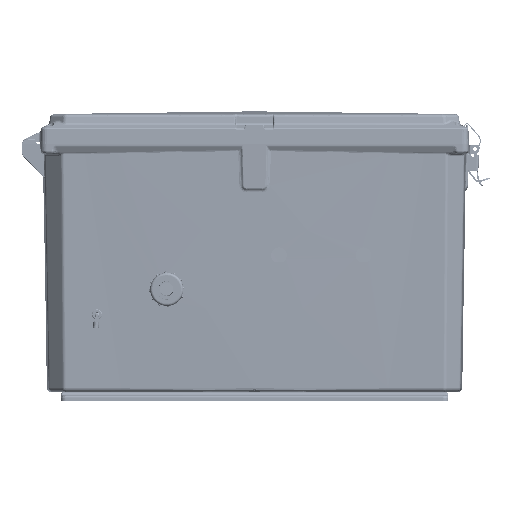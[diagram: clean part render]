
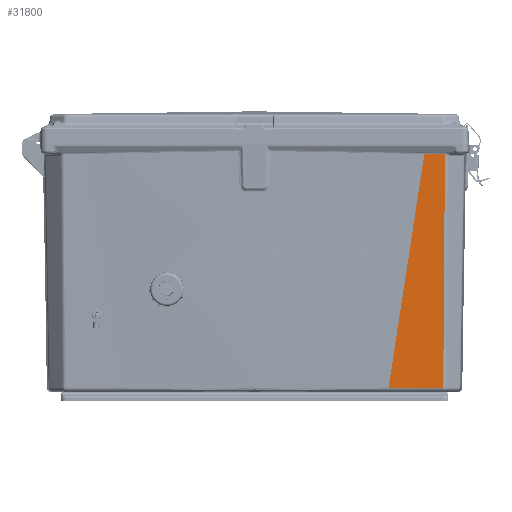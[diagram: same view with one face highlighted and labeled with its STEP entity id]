
A CAD part, front view. The second image highlights one B-rep face of the part: STEP entity #31800.
In plain terms, the highlighted face is planar.
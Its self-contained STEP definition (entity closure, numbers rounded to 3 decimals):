
#17020 = CARTESIAN_POINT ( 'NONE',  ( 0., -236.22, 227.636 ) ) ;
#20841 = CARTESIAN_POINT ( 'NONE',  ( -248.491, -231.883, -189.165 ) ) ;
#24725 = CARTESIAN_POINT ( 'NONE',  ( -92.547, -234.605, -190.293 ) ) ;
#29134 = EDGE_CURVE ( 'NONE', #124182, #42712, #83762, .T. ) ;
#29553 = EDGE_LOOP ( 'NONE', ( #180124, #101591, #209950, #67853 ) ) ;
#31800 = ADVANCED_FACE ( 'NONE', ( #154167 ), #170447, .T. ) ;
#38499 = CARTESIAN_POINT ( 'NONE',  ( -248.492, -231.883, -134.384 ) ) ;
#39217 = CARTESIAN_POINT ( 'NONE',  ( -14.575, -235.966, -170.245 ) ) ;
#41441 = CARTESIAN_POINT ( 'NONE',  ( -14.575, -235.965, -190.856 ) ) ;
#42712 = VERTEX_POINT ( 'NONE', #80342 ) ;
#51350 = EDGE_CURVE ( 'NONE', #124182, #186485, #95876, .T. ) ;
#52146 = AXIS2_PLACEMENT_3D ( 'NONE', #17020, #113736, #56271 ) ;
#53854 = CARTESIAN_POINT ( 'NONE',  ( -14.575, -235.966, 227.636 ) ) ;
#56271 = DIRECTION ( 'NONE',  ( 1., -0.017, 0. ) ) ;
#63949 = CARTESIAN_POINT ( 'NONE',  ( -170.519, -233.244, -189.729 ) ) ;
#67853 = ORIENTED_EDGE ( 'NONE', *, *, #51350, .F. ) ;
#77592 = CARTESIAN_POINT ( 'NONE',  ( -179.703, -233.083, -144.924 ) ) ;
#80342 = CARTESIAN_POINT ( 'NONE',  ( -14.575, -235.965, -190.856 ) ) ;
#83027 = CARTESIAN_POINT ( 'NONE',  ( -248.491, -231.883, -189.165 ) ) ;
#83071 = CARTESIAN_POINT ( 'NONE',  ( -248.491, -231.883, -189.165 ) ) ;
#83762 = B_SPLINE_CURVE_WITH_KNOTS ( 'NONE', 3,
 ( #83071, #63949, #24725, #41441 ),
 .UNSPECIFIED., .F., .F.,
 ( 4, 4 ),
 ( 0., 1. ),
 .UNSPECIFIED. ) ;
#83866 = CARTESIAN_POINT ( 'NONE',  ( -248.492, -231.883, -152.645 ) ) ;
#95876 = B_SPLINE_CURVE_WITH_KNOTS ( 'NONE', 3,
 ( #83027, #198920, #83866, #142130 ),
 .UNSPECIFIED., .F., .F.,
 ( 4, 4 ),
 ( 0., 1. ),
 .UNSPECIFIED. ) ;
#101591 = ORIENTED_EDGE ( 'NONE', *, *, #213044, .T. ) ;
#111452 = EDGE_CURVE ( 'NONE', #118490, #186485, #227280, .T. ) ;
#113736 = DIRECTION ( 'NONE',  ( -0.017, -1., 0. ) ) ;
#118490 = VERTEX_POINT ( 'NONE', #162010 ) ;
#124182 = VERTEX_POINT ( 'NONE', #20841 ) ;
#142130 = CARTESIAN_POINT ( 'NONE',  ( -248.492, -231.883, -134.384 ) ) ;
#154167 = FACE_OUTER_BOUND ( 'NONE', #29553, .T. ) ;
#162010 = CARTESIAN_POINT ( 'NONE',  ( -14.575, -235.966, -170.245 ) ) ;
#170447 = PLANE ( 'NONE',  #52146 ) ;
#180002 = VECTOR ( 'NONE', #240712, 1000. ) ;
#180124 = ORIENTED_EDGE ( 'NONE', *, *, #29134, .T. ) ;
#186039 = LINE ( 'NONE', #53854, #180002 ) ;
#186485 = VERTEX_POINT ( 'NONE', #38499 ) ;
#198920 = CARTESIAN_POINT ( 'NONE',  ( -248.492, -231.883, -170.905 ) ) ;
#209950 = ORIENTED_EDGE ( 'NONE', *, *, #111452, .T. ) ;
#211001 = CARTESIAN_POINT ( 'NONE',  ( -248.492, -231.883, -134.384 ) ) ;
#213044 = EDGE_CURVE ( 'NONE', #42712, #118490, #186039, .T. ) ;
#227280 = B_SPLINE_CURVE_WITH_KNOTS ( 'NONE', 3,
 ( #39217, #228590, #77592, #211001 ),
 .UNSPECIFIED., .F., .F.,
 ( 4, 4 ),
 ( 0., 1. ),
 .UNSPECIFIED. ) ;
#228590 = CARTESIAN_POINT ( 'NONE',  ( -101.731, -234.444, -156.878 ) ) ;
#240712 = DIRECTION ( 'NONE',  ( 0., 0., 1. ) ) ;
